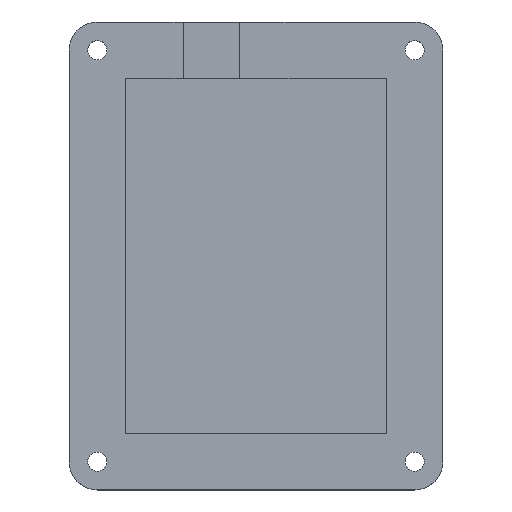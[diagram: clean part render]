
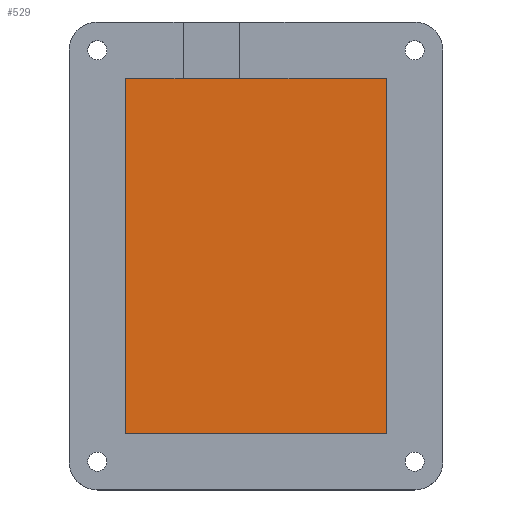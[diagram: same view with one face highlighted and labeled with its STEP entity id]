
A CAD part, top view. The second image highlights one B-rep face of the part: STEP entity #529.
In plain terms, the highlighted planar face has unit normal (0, 0, 1).
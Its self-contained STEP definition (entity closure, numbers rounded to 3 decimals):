
#35=PLANE('',#594);
#61=FACE_OUTER_BOUND('',#99,.T.);
#99=EDGE_LOOP('',(#433,#434,#435,#436));
#149=LINE('',#880,#197);
#150=LINE('',#882,#198);
#151=LINE('',#884,#199);
#152=LINE('',#885,#200);
#197=VECTOR('',#715,10.);
#198=VECTOR('',#716,10.);
#199=VECTOR('',#717,10.);
#200=VECTOR('',#718,10.);
#277=VERTEX_POINT('',#878);
#278=VERTEX_POINT('',#879);
#279=VERTEX_POINT('',#881);
#280=VERTEX_POINT('',#883);
#337=EDGE_CURVE('',#277,#278,#149,.T.);
#338=EDGE_CURVE('',#279,#277,#150,.T.);
#339=EDGE_CURVE('',#280,#279,#151,.T.);
#340=EDGE_CURVE('',#278,#280,#152,.T.);
#433=ORIENTED_EDGE('',*,*,#337,.F.);
#434=ORIENTED_EDGE('',*,*,#338,.F.);
#435=ORIENTED_EDGE('',*,*,#339,.F.);
#436=ORIENTED_EDGE('',*,*,#340,.F.);
#529=ADVANCED_FACE('',(#61),#35,.T.);
#594=AXIS2_PLACEMENT_3D('',#877,#713,#714);
#713=DIRECTION('center_axis',(0.,0.,1.));
#714=DIRECTION('ref_axis',(1.,0.,0.));
#715=DIRECTION('',(0.,1.,0.));
#716=DIRECTION('',(-1.,0.,0.));
#717=DIRECTION('',(0.,-1.,0.));
#718=DIRECTION('',(1.,0.,0.));
#877=CARTESIAN_POINT('Origin',(35.324,38.1,3.));
#878=CARTESIAN_POINT('',(12.202,6.643,3.));
#879=CARTESIAN_POINT('',(12.202,69.556,3.));
#880=CARTESIAN_POINT('',(12.202,22.372,3.));
#881=CARTESIAN_POINT('',(58.446,6.643,3.));
#882=CARTESIAN_POINT('',(46.885,6.643,3.));
#883=CARTESIAN_POINT('',(58.446,69.556,3.));
#884=CARTESIAN_POINT('',(58.446,53.828,3.));
#885=CARTESIAN_POINT('',(23.763,69.556,3.));
